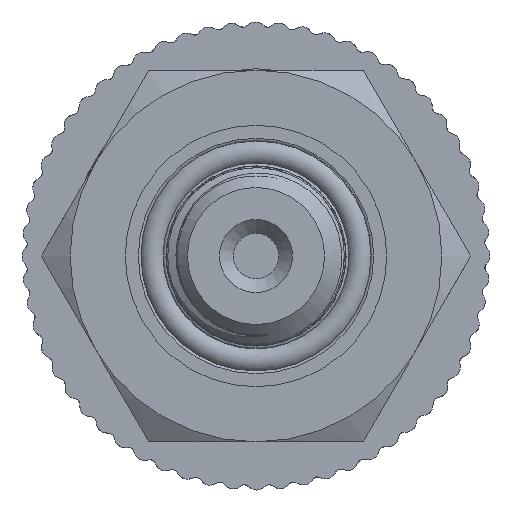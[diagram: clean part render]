
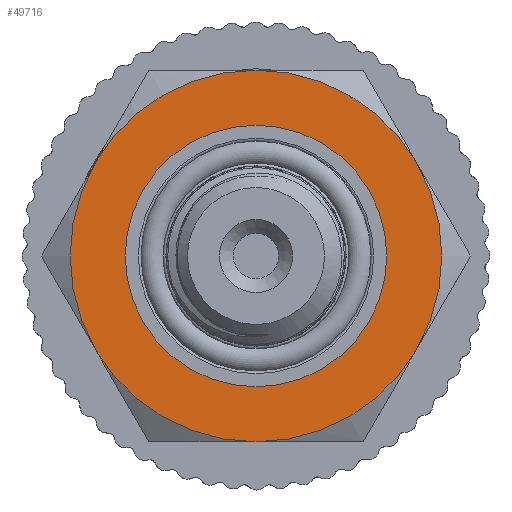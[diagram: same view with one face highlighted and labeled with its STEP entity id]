
A CAD part, left-side view. The second image highlights one B-rep face of the part: STEP entity #49716.
In plain terms, the highlighted conical face has half-angle 89.979 degrees and reference radius 11 mm.
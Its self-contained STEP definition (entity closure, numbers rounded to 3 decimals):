
#2061=CONICAL_SURFACE('',#52353,11.,1.57);
#3361=FACE_OUTER_BOUND('',#6073,.T.);
#6073=EDGE_LOOP('',(#34617,#34618,#34619,#34620));
#8577=CIRCLE('',#52354,13.5);
#8578=CIRCLE('',#52355,9.5);
#11249=LINE('',#82707,#15706);
#15706=VECTOR('',#57063,11.);
#20423=VERTEX_POINT('',#82704);
#20424=VERTEX_POINT('',#82706);
#25949=EDGE_CURVE('',#20423,#20423,#8577,.T.);
#25950=EDGE_CURVE('',#20423,#20424,#11249,.T.);
#25951=EDGE_CURVE('',#20424,#20424,#8578,.T.);
#34617=ORIENTED_EDGE('',*,*,#25949,.F.);
#34618=ORIENTED_EDGE('',*,*,#25950,.T.);
#34619=ORIENTED_EDGE('',*,*,#25951,.T.);
#34620=ORIENTED_EDGE('',*,*,#25950,.F.);
#49716=ADVANCED_FACE('',(#3361),#2061,.T.);
#52353=AXIS2_PLACEMENT_3D('',#82703,#57059,#57060);
#52354=AXIS2_PLACEMENT_3D('',#82705,#57061,#57062);
#52355=AXIS2_PLACEMENT_3D('',#82708,#57064,#57065);
#57059=DIRECTION('center_axis',(1.,0.,0.));
#57060=DIRECTION('ref_axis',(0.,1.,0.));
#57061=DIRECTION('center_axis',(1.,0.,0.));
#57062=DIRECTION('ref_axis',(0.,1.,0.));
#57063=DIRECTION('',(0.,1.,0.));
#57064=DIRECTION('center_axis',(1.,0.,0.));
#57065=DIRECTION('ref_axis',(0.,0.,-1.));
#82703=CARTESIAN_POINT('Origin',(-46.999,0.,0.));
#82704=CARTESIAN_POINT('',(-46.999,-13.5,0.));
#82705=CARTESIAN_POINT('Origin',(-46.999,0.,
0.));
#82706=CARTESIAN_POINT('',(-47.,-9.5,0.));
#82707=CARTESIAN_POINT('',(-46.999,-11.,0.));
#82708=CARTESIAN_POINT('Origin',(-47.,0.,0.));
